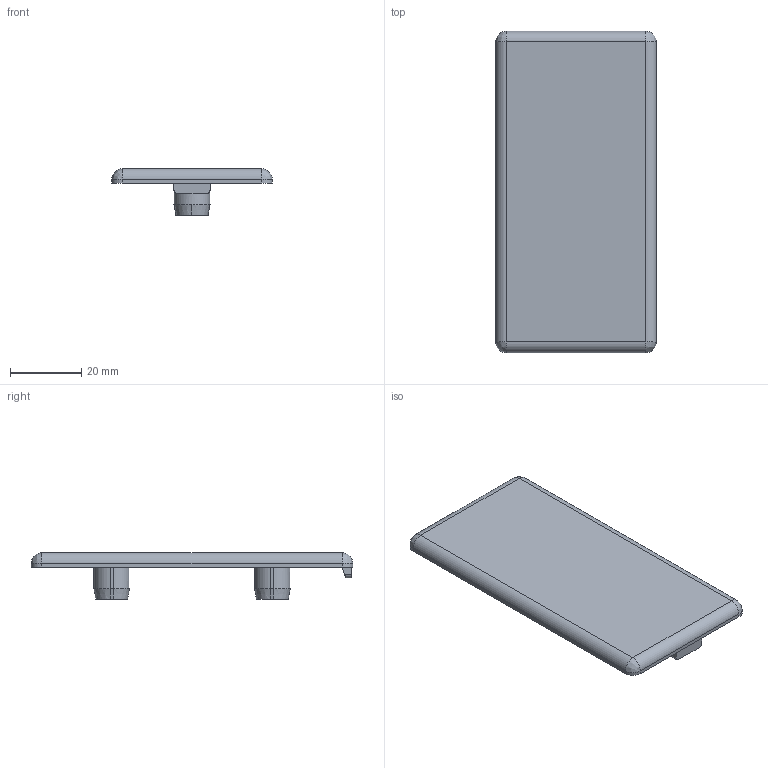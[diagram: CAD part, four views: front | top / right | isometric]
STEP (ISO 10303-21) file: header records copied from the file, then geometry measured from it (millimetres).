
FILE_DESCRIPTION (( 'STEP AP203' ), '1' );
FILE_NAME ('411548757.STEP', '2022-08-28T13:52:29', ( '' ), ( '' ), 'SwSTEP 2.0', 'SolidWorks 2014', '' );
FILE_SCHEMA (( 'CONFIG_CONTROL_DESIGN' ));
Length unit declared in the file: millimetre
Products named in the file (1): 411548757
Bounding box: 45 x 90 x 13 mm (x, y, z)
Volume: 13095.2 mm3; surface area: 10172 mm2
Topology: 1 solids, 1 shells, 66 faces, 167 edges, 104 vertices
Faces by surface type: plane 28, cylinder 24, cone 10, bspline 4
Entity records: 2090 total; most frequent: CARTESIAN_POINT 448, DIRECTION 329, ORIENTED_EDGE 326, EDGE_CURVE 163, AXIS2_PLACEMENT_3D 121, VERTEX_POINT 104, LINE 87, VECTOR 87
